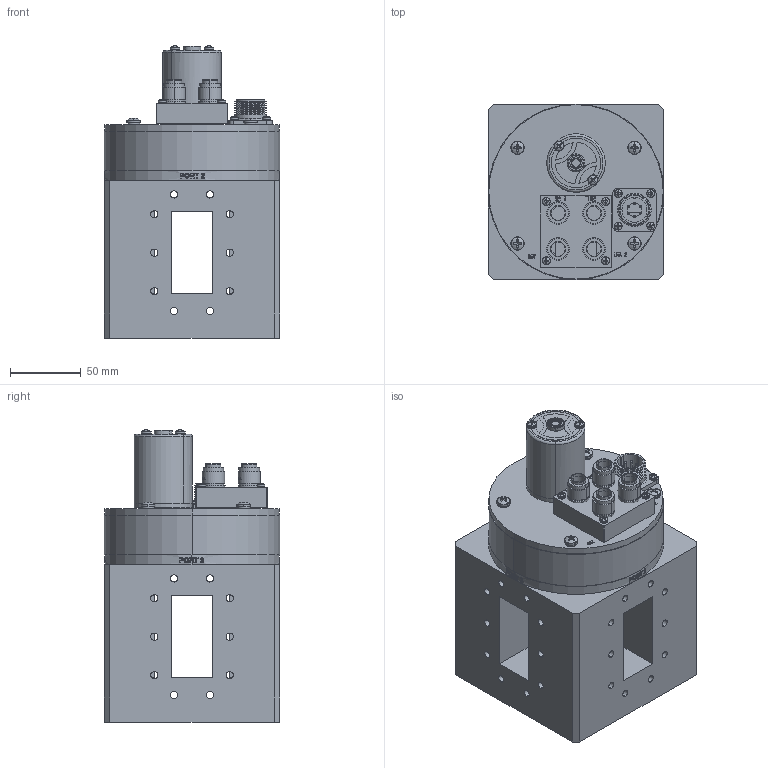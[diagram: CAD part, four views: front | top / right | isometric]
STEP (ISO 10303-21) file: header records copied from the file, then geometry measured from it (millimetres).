
FILE_DESCRIPTION (( 'STEP AP203' ), '1' );
FILE_NAME ('WR229 WG-N STD SMI.STEP', '2016-08-25T19:51:32', ( '' ), ( '' ), 'SwSTEP 2.0', 'SolidWorks 2016', '' );
FILE_SCHEMA (( 'CONFIG_CONTROL_DESIGN' ));
Length unit declared in the file: inch
Products named in the file (1): WR229 WG-N STD SMI
Bounding box: 123.95 x 123.95 x 206.39 mm (x, y, z)
Surface area: 150976.2 mm2 (no closed solid volume)
Topology: 0 solids, 94 shells, 716 faces, 3029 edges, 2382 vertices
Faces by surface type: cylinder 304, plane 261, torus 58, cone 34, bspline 31, sphere 28
Entity records: 45197 total; most frequent: CARTESIAN_POINT 21062, DIRECTION 5008, ORIENTED_EDGE 4255, EDGE_CURVE 3029, VERTEX_POINT 2382, AXIS2_PLACEMENT_3D 1989, CIRCLE 1303, VECTOR 1030
